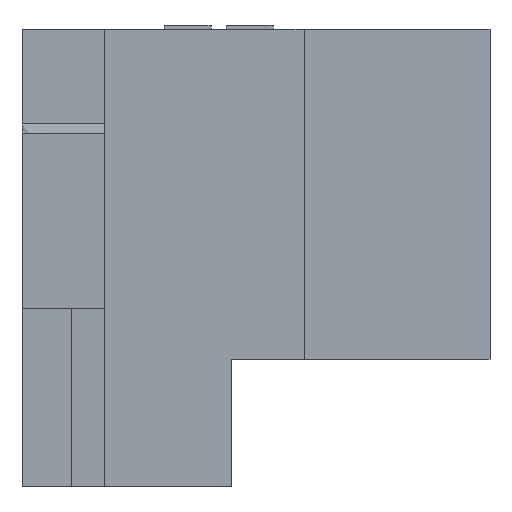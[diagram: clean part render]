
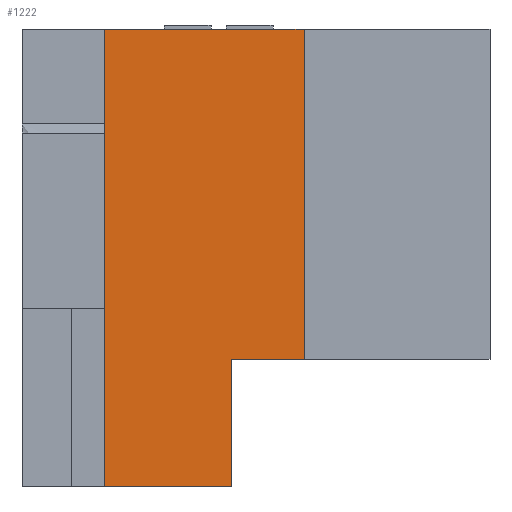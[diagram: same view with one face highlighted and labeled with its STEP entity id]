
A CAD part, left-side view. The second image highlights one B-rep face of the part: STEP entity #1222.
In plain terms, the highlighted free-form (B-spline) face has degree [1, 1] with [2, 2] control points.
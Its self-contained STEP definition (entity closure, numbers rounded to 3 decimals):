
#1102=CARTESIAN_POINT('V44',(16.832,54.822,
   0.0));
#1103=VERTEX_POINT('V44',#1102);
#1109=CARTESIAN_POINT('V45',(16.832,54.822,
   14.75));
#1110=VERTEX_POINT('V45',#1109);
#1111=CARTESIAN_POINT('E57',(16.832,54.822,
   14.75));
#1112=CARTESIAN_POINT('E57',(16.832,54.822,
   0.0));
#1113=QUASI_UNIFORM_CURVE('E57',1,(#1111,#1112),.POLYLINE_FORM.,.F.,
   .U.);
#1114=EDGE_CURVE('E57',#1110,#1103,#1113,.T.);
#1166=CARTESIAN_POINT('V82',(16.832,48.372,
   4.1));
#1167=VERTEX_POINT('V82',#1166);
#1174=CARTESIAN_POINT('V83',(16.832,48.372,
   14.75));
#1175=VERTEX_POINT('V83',#1174);
#1181=CARTESIAN_POINT('E115',(16.832,48.372,
   14.75));
#1182=CARTESIAN_POINT('E115',(16.832,48.372,
   4.1));
#1183=B_SPLINE_CURVE_WITH_KNOTS('E115',1,(#1181,#1182),
   .POLYLINE_FORM.,.F.,.U.,(2,2),(0.0,0.722),
   .UNSPECIFIED.);
#1184=EDGE_CURVE('E115',#1175,#1167,#1183,.T.);
#1189=CARTESIAN_POINT('F39',(16.832,54.822,
   0.0));
#1190=CARTESIAN_POINT('F39',(16.832,48.372,
   0.0));
#1191=CARTESIAN_POINT('F39',(16.832,54.822,
   14.75));
#1192=CARTESIAN_POINT('F39',(16.832,48.372,
   14.75));
#1193=B_SPLINE_SURFACE_WITH_KNOTS('F39',1,1,((#1189,#1191),(#1190,
   #1192)),.PLANE_SURF.,.F.,.F.,.U.,(2,2),(2,2),(0.0,1.0),(0.0,
   2.287),.UNSPECIFIED.);
#1194=CARTESIAN_POINT('V52',(16.832,50.722,
   0.0));
#1195=VERTEX_POINT('V52',#1194);
#1196=CARTESIAN_POINT('V84',(16.832,50.722,
   4.1));
#1197=VERTEX_POINT('V84',#1196);
#1198=CARTESIAN_POINT('E116',(16.832,50.722,
   0.0));
#1199=CARTESIAN_POINT('E116',(16.832,50.722,
   4.1));
#1200=QUASI_UNIFORM_CURVE('E116',1,(#1198,#1199),.POLYLINE_FORM.,.F.,
   .U.);
#1201=EDGE_CURVE('E116',#1195,#1197,#1200,.T.);
#1202=ORIENTED_EDGE('E116',*,*,#1201,.T.);
#1203=CARTESIAN_POINT('E117',(16.832,50.722,
   4.1));
#1204=CARTESIAN_POINT('E117',(16.832,48.372,
   4.1));
#1205=B_SPLINE_CURVE_WITH_KNOTS('E117',1,(#1203,#1204),
   .POLYLINE_FORM.,.F.,.U.,(2,2),(0.541,1.0),
   .UNSPECIFIED.);
#1206=EDGE_CURVE('E117',#1197,#1167,#1205,.T.);
#1207=ORIENTED_EDGE('E117',*,*,#1206,.T.);
#1208=ORIENTED_EDGE('F38',*,*,#1184,.F.);
#1209=CARTESIAN_POINT('E118',(16.832,54.822,
   14.75));
#1210=CARTESIAN_POINT('E118',(16.832,48.372,
   14.75));
#1211=QUASI_UNIFORM_CURVE('E118',1,(#1209,#1210),.POLYLINE_FORM.,.F.,
   .U.);
#1212=EDGE_CURVE('E118',#1110,#1175,#1211,.T.);
#1213=ORIENTED_EDGE('E118',*,*,#1212,.F.);
#1214=ORIENTED_EDGE('E57',*,*,#1114,.T.);
#1215=CARTESIAN_POINT('E68',(16.832,50.722,
   0.0));
#1216=CARTESIAN_POINT('E68',(16.832,54.822,
   0.0));
#1217=B_SPLINE_CURVE_WITH_KNOTS('E68',1,(#1215,#1216),
   .POLYLINE_FORM.,.F.,.U.,(2,2),(0.364,1.0),
   .UNSPECIFIED.);
#1218=EDGE_CURVE('E68',#1195,#1103,#1217,.T.);
#1219=ORIENTED_EDGE('E68',*,*,#1218,.F.);
#1220=EDGE_LOOP('F39',(#1202,#1207,#1208,#1213,#1214,#1219));
#1221=FACE_OUTER_BOUND('F39',#1220,.T.);
#1222=ADVANCED_FACE('F39',(#1221),#1193,.T.);
